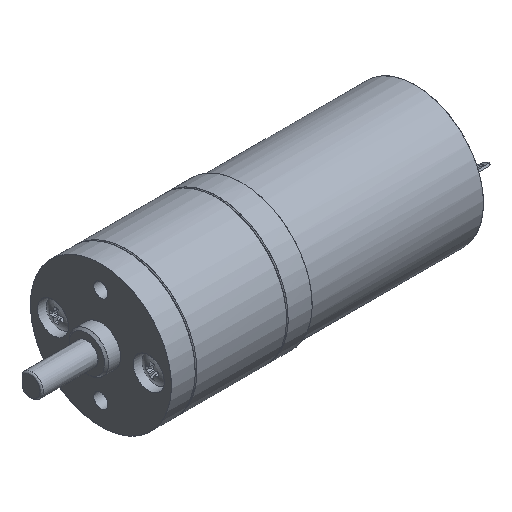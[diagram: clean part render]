
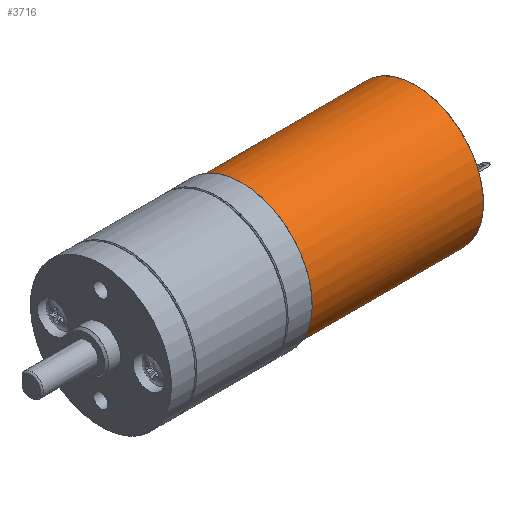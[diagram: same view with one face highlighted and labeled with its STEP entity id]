
A CAD part, isometric view. The second image highlights one B-rep face of the part: STEP entity #3716.
In plain terms, the highlighted face is a revolution surface.
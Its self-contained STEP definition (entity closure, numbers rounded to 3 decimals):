
#3716 = ADVANCED_FACE('',(#3717),#3761,.T.);
#3717 = FACE_BOUND('',#3718,.T.);
#3718 = EDGE_LOOP('',(#3719,#3737,#3744,#3760));
#3719 = ORIENTED_EDGE('',*,*,#3720,.F.);
#3720 = EDGE_CURVE('',#3721,#3721,#3723,.T.);
#3721 = VERTEX_POINT('',#3722);
#3722 = CARTESIAN_POINT('',(25.,0.,12.1));
#3723 = B_SPLINE_CURVE_WITH_KNOTS('',12,(#3724,#3725,#3726,#3727,#3728,
    #3729,#3730,#3731,#3732,#3733,#3734,#3735,#3736),.UNSPECIFIED.,.T.,
  .F.,(13,13),(0.,1.),.PIECEWISE_BEZIER_KNOTS.);
#3724 = CARTESIAN_POINT('',(25.,0.,12.1));
#3725 = CARTESIAN_POINT('',(25.,-6.336,
    12.1));
#3726 = CARTESIAN_POINT('',(25.,-12.671,
    8.481));
#3727 = CARTESIAN_POINT('',(25.,-16.734,1.244
    ));
#3728 = CARTESIAN_POINT('',(25.,-16.243,
    -8.027));
#3729 = CARTESIAN_POINT('',(25.,-10.196,
    -16.149));
#3730 = CARTESIAN_POINT('',(25.,0.,
    -19.499));
#3731 = CARTESIAN_POINT('',(25.,10.196,
    -16.149));
#3732 = CARTESIAN_POINT('',(25.,16.243,
    -8.027));
#3733 = CARTESIAN_POINT('',(25.,16.734,
    1.244));
#3734 = CARTESIAN_POINT('',(25.,12.671,
    8.481));
#3735 = CARTESIAN_POINT('',(25.,6.336,
    12.1));
#3736 = CARTESIAN_POINT('',(25.,0.,12.1));
#3737 = ORIENTED_EDGE('',*,*,#3738,.F.);
#3738 = EDGE_CURVE('',#3739,#3721,#3741,.T.);
#3739 = VERTEX_POINT('',#3740);
#3740 = CARTESIAN_POINT('',(55.8,0.,12.1));
#3741 = B_SPLINE_CURVE_WITH_KNOTS('',1,(#3742,#3743),.UNSPECIFIED.,.F.,
  .F.,(2,2),(0.,30.8),.PIECEWISE_BEZIER_KNOTS.);
#3742 = CARTESIAN_POINT('',(55.8,0.,12.1));
#3743 = CARTESIAN_POINT('',(25.,0.,12.1));
#3744 = ORIENTED_EDGE('',*,*,#3745,.F.);
#3745 = EDGE_CURVE('',#3739,#3739,#3746,.T.);
#3746 = B_SPLINE_CURVE_WITH_KNOTS('',12,(#3747,#3748,#3749,#3750,#3751,
    #3752,#3753,#3754,#3755,#3756,#3757,#3758,#3759),.UNSPECIFIED.,.T.,
  .F.,(13,13),(0.,1.),.PIECEWISE_BEZIER_KNOTS.);
#3747 = CARTESIAN_POINT('',(55.8,0.,12.1));
#3748 = CARTESIAN_POINT('',(55.8,6.336,12.1));
#3749 = CARTESIAN_POINT('',(55.8,12.671,
    8.481));
#3750 = CARTESIAN_POINT('',(55.8,16.734,
    1.244));
#3751 = CARTESIAN_POINT('',(55.8,16.243,
    -8.027));
#3752 = CARTESIAN_POINT('',(55.8,10.196,
    -16.149));
#3753 = CARTESIAN_POINT('',(55.8,0.,
    -19.499));
#3754 = CARTESIAN_POINT('',(55.8,-10.196,
    -16.149));
#3755 = CARTESIAN_POINT('',(55.8,-16.243,
    -8.027));
#3756 = CARTESIAN_POINT('',(55.8,-16.734,
    1.244));
#3757 = CARTESIAN_POINT('',(55.8,-12.671,
    8.481));
#3758 = CARTESIAN_POINT('',(55.8,-6.336,
    12.1));
#3759 = CARTESIAN_POINT('',(55.8,0.,12.1));
#3760 = ORIENTED_EDGE('',*,*,#3738,.T.);
#3761 = SURFACE_OF_REVOLUTION('',#3762,#3766);
#3762 = LINE('',#3763,#3764);
#3763 = CARTESIAN_POINT('',(55.8,0.,12.1));
#3764 = VECTOR('',#3765,1.);
#3765 = DIRECTION('',(-1.,0.,0.));
#3766 = AXIS1_PLACEMENT('',#3767,#3768);
#3767 = CARTESIAN_POINT('',(-22.684,0.,0.));
#3768 = DIRECTION('',(1.,0.,0.));
